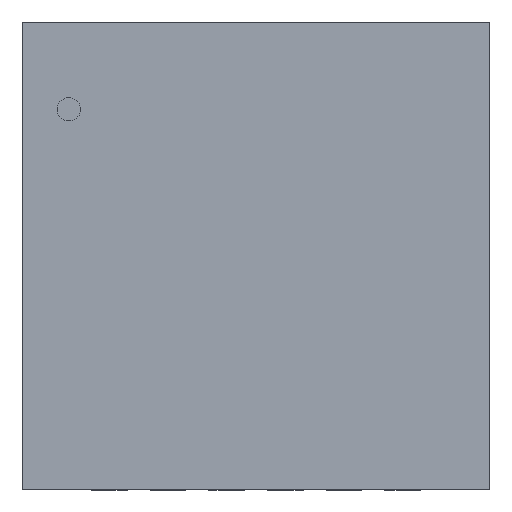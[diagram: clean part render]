
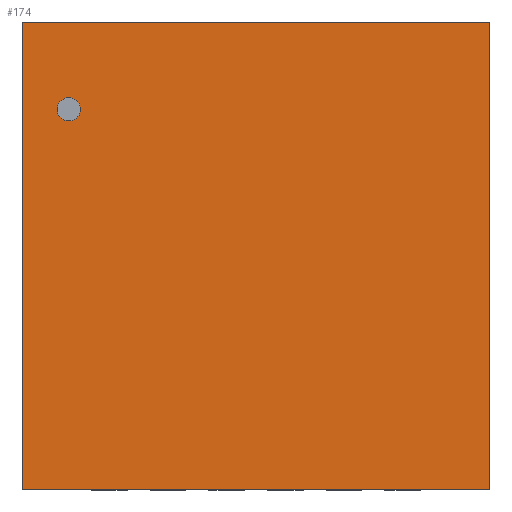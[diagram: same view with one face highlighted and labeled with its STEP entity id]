
A CAD part, top view. The second image highlights one B-rep face of the part: STEP entity #174.
In plain terms, the highlighted planar face has unit normal (0, 0, 1).
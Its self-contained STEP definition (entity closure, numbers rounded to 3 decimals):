
#174=ADVANCED_FACE($,(#180),#175,.F.);
#175=PLANE($,#176);
#176=AXIS2_PLACEMENT_3D($,#177,#178,#179);
#177=CARTESIAN_POINT('Origin',(-1.994,-1.994,0.965));
#178=DIRECTION('center_axis',(0.0,0.0,-1.0));
#179=DIRECTION('ref_axis',(0.,1.,0.));
#180=FACE_OUTER_BOUND($,#181,.T.);
#181=EDGE_LOOP($,(#182,#192,#202,#212));
#182=ORIENTED_EDGE($,*,*,#183,.F.);
#183=EDGE_CURVE($,#184,#186,#188,.T.);
#184=VERTEX_POINT($,#185);
#185=CARTESIAN_POINT('',(1.994,-1.994,0.965));
#186=VERTEX_POINT($,#187);
#187=CARTESIAN_POINT('',(-1.994,-1.994,0.965));
#188=LINE($,#189,#190);
#189=CARTESIAN_POINT($,(1.994,-1.994,0.965));
#190=VECTOR($,#191,3.988);
#191=DIRECTION($,(-1.0,0.0,0.0));
#192=ORIENTED_EDGE($,*,*,#193,.F.);
#193=EDGE_CURVE($,#194,#196,#198,.T.);
#194=VERTEX_POINT($,#195);
#195=CARTESIAN_POINT('',(1.994,1.994,0.965));
#196=VERTEX_POINT($,#185);
#198=LINE($,#199,#200);
#199=CARTESIAN_POINT($,(1.994,1.994,0.965));
#200=VECTOR($,#201,3.988);
#201=DIRECTION($,(0.0,-1.0,0.0));
#202=ORIENTED_EDGE($,*,*,#203,.F.);
#203=EDGE_CURVE($,#204,#206,#208,.T.);
#204=VERTEX_POINT($,#205);
#205=CARTESIAN_POINT('',(-1.994,1.994,0.965));
#206=VERTEX_POINT($,#195);
#208=LINE($,#209,#210);
#209=CARTESIAN_POINT($,(-1.994,1.994,0.965));
#210=VECTOR($,#211,3.988);
#211=DIRECTION($,(1.0,0.0,0.0));
#212=ORIENTED_EDGE($,*,*,#213,.F.);
#213=EDGE_CURVE($,#214,#216,#218,.T.);
#214=VERTEX_POINT($,#187);
#216=VERTEX_POINT($,#205);
#218=LINE($,#219,#220);
#219=CARTESIAN_POINT($,(-1.994,-1.994,0.965));
#220=VECTOR($,#221,3.988);
#221=DIRECTION($,(0.0,1.0,0.0));
